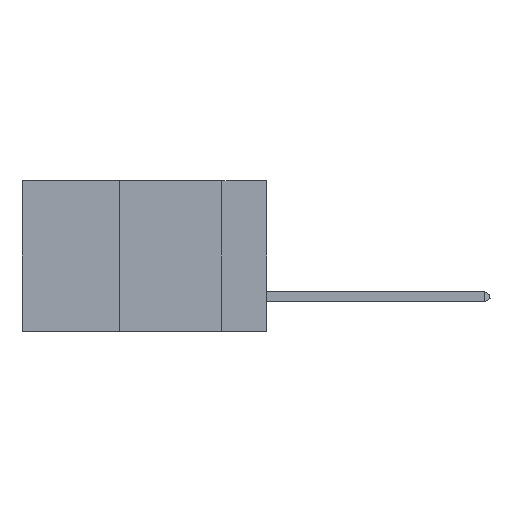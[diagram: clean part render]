
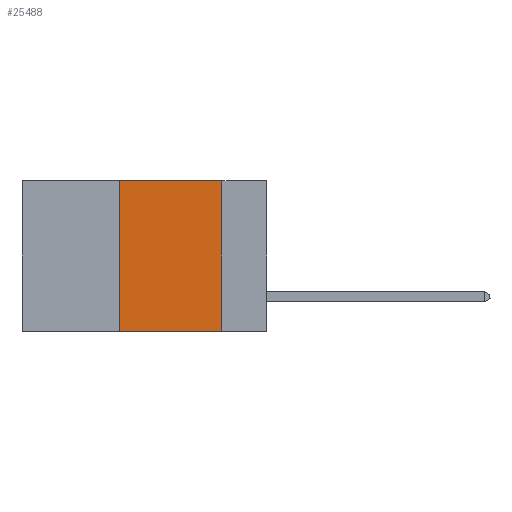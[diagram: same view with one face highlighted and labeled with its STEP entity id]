
A CAD part, left-side view. The second image highlights one B-rep face of the part: STEP entity #25488.
In plain terms, the highlighted planar face has unit normal (-1, 0, 0).
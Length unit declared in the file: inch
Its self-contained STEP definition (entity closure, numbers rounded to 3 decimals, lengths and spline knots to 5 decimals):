
#1707 = DIRECTION ( 'NONE',  ( 0., 0., 1. ) ) ;
#1780 = FACE_OUTER_BOUND ( 'NONE', #20774, .T. ) ;
#6358 = DIRECTION ( 'NONE',  ( 1., 0., 0. ) ) ;
#7034 = VECTOR ( 'NONE', #24927, 39.37008 ) ;
#7337 = LINE ( 'NONE', #34580, #13174 ) ;
#10887 = EDGE_CURVE ( 'NONE', #42743, #33282, #43880, .T. ) ;
#12240 = CARTESIAN_POINT ( 'NONE',  ( 0., 0.11, -0.37 ) ) ;
#13174 = VECTOR ( 'NONE', #1707, 39.37008 ) ;
#15983 = DIRECTION ( 'NONE',  ( 0., 0., -1. ) ) ;
#17643 = DIRECTION ( 'NONE',  ( 0., 0., -1. ) ) ;
#18851 = ORIENTED_EDGE ( 'NONE', *, *, #28873, .F. ) ;
#19662 = VECTOR ( 'NONE', #15983, 39.37008 ) ;
#20774 = EDGE_LOOP ( 'NONE', ( #43422, #34619, #18851, #44892 ) ) ;
#24927 = DIRECTION ( 'NONE',  ( 0., -1., 0. ) ) ;
#25488 = ADVANCED_FACE ( 'NONE', ( #1780 ), #28783, .F. ) ;
#26247 = AXIS2_PLACEMENT_3D ( 'NONE', #36141, #6358, #17643 ) ;
#28510 = EDGE_CURVE ( 'NONE', #36109, #43757, #40702, .T. ) ;
#28783 = PLANE ( 'NONE',  #26247 ) ;
#28873 = EDGE_CURVE ( 'NONE', #42743, #36109, #7337, .T. ) ;
#29686 = LINE ( 'NONE', #38107, #19662 ) ;
#32812 = CARTESIAN_POINT ( 'NONE',  ( 0., 0.36, 0. ) ) ;
#33282 = VERTEX_POINT ( 'NONE', #12240 ) ;
#33775 = EDGE_CURVE ( 'NONE', #43757, #33282, #29686, .T. ) ;
#34580 = CARTESIAN_POINT ( 'NONE',  ( 0., 0.36, 0. ) ) ;
#34619 = ORIENTED_EDGE ( 'NONE', *, *, #28510, .F. ) ;
#35055 = CARTESIAN_POINT ( 'NONE',  ( 0., 0.6, 0. ) ) ;
#35384 = DIRECTION ( 'NONE',  ( 0., -1., 0. ) ) ;
#36109 = VERTEX_POINT ( 'NONE', #32812 ) ;
#36141 = CARTESIAN_POINT ( 'NONE',  ( 0., 0.6, 0. ) ) ;
#36560 = CARTESIAN_POINT ( 'NONE',  ( 0., 0.11, 0. ) ) ;
#36713 = CARTESIAN_POINT ( 'NONE',  ( 0., 0.36, -0.37 ) ) ;
#38107 = CARTESIAN_POINT ( 'NONE',  ( 0., 0.11, 0. ) ) ;
#38709 = CARTESIAN_POINT ( 'NONE',  ( 0., 0.6, -0.37 ) ) ;
#40702 = LINE ( 'NONE', #35055, #47130 ) ;
#42743 = VERTEX_POINT ( 'NONE', #36713 ) ;
#43422 = ORIENTED_EDGE ( 'NONE', *, *, #33775, .F. ) ;
#43757 = VERTEX_POINT ( 'NONE', #36560 ) ;
#43880 = LINE ( 'NONE', #38709, #7034 ) ;
#44892 = ORIENTED_EDGE ( 'NONE', *, *, #10887, .T. ) ;
#47130 = VECTOR ( 'NONE', #35384, 39.37008 ) ;
